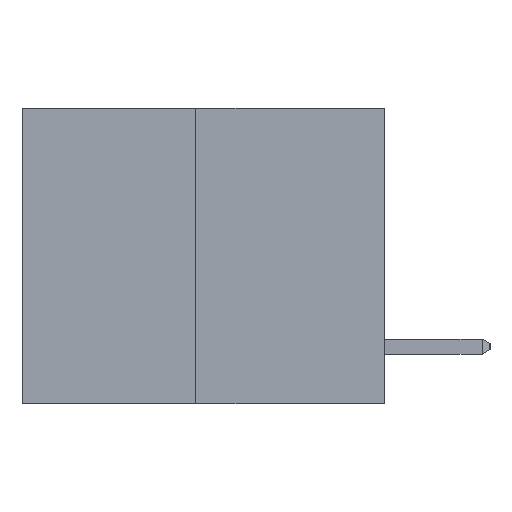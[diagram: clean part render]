
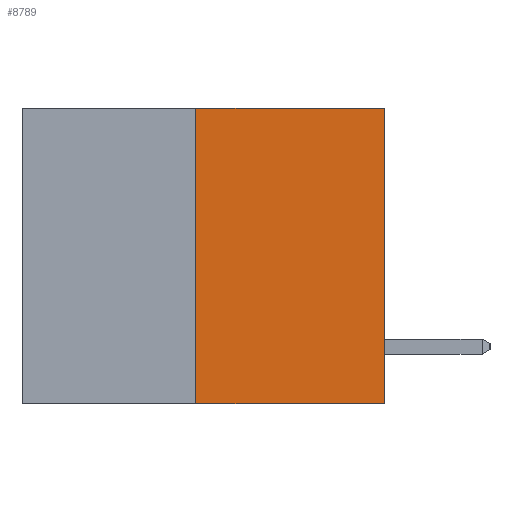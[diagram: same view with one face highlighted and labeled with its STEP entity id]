
A CAD part, left-side view. The second image highlights one B-rep face of the part: STEP entity #8789.
In plain terms, the highlighted planar face has unit normal (-1, 0, 0).
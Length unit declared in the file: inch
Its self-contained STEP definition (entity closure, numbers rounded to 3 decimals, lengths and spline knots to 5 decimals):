
#167 = CARTESIAN_POINT ( 'NONE',  ( 0., 0., 0. ) ) ;
#1184 = VERTEX_POINT ( 'NONE', #26509 ) ;
#1254 = CARTESIAN_POINT ( 'NONE',  ( 0., 0., -0.49 ) ) ;
#1584 = VECTOR ( 'NONE', #26438, 39.37008 ) ;
#2576 = AXIS2_PLACEMENT_3D ( 'NONE', #23525, #14461, #9974 ) ;
#3062 = VERTEX_POINT ( 'NONE', #1254 ) ;
#3268 = CARTESIAN_POINT ( 'NONE',  ( 0., 0.6, 0. ) ) ;
#4121 = FACE_OUTER_BOUND ( 'NONE', #12226, .T. ) ;
#4678 = LINE ( 'NONE', #25153, #12669 ) ;
#6407 = CARTESIAN_POINT ( 'NONE',  ( 0., 0., 0. ) ) ;
#8026 = PLANE ( 'NONE',  #2576 ) ;
#8789 = ADVANCED_FACE ( 'NONE', ( #4121 ), #8026, .F. ) ;
#9333 = EDGE_CURVE ( 'NONE', #13851, #15693, #23889, .T. ) ;
#9974 = DIRECTION ( 'NONE',  ( 0., 0., -1. ) ) ;
#10870 = LINE ( 'NONE', #18612, #13608 ) ;
#12226 = EDGE_LOOP ( 'NONE', ( #17248, #15517, #15928, #19898 ) ) ;
#12356 = DIRECTION ( 'NONE',  ( 0., -1., 0. ) ) ;
#12669 = VECTOR ( 'NONE', #16558, 39.37008 ) ;
#13608 = VECTOR ( 'NONE', #23416, 39.37008 ) ;
#13851 = VERTEX_POINT ( 'NONE', #24466 ) ;
#14118 = VECTOR ( 'NONE', #12356, 39.37008 ) ;
#14461 = DIRECTION ( 'NONE',  ( 1., 0., 0. ) ) ;
#15517 = ORIENTED_EDGE ( 'NONE', *, *, #15950, .T. ) ;
#15527 = EDGE_CURVE ( 'NONE', #3062, #15693, #25958, .T. ) ;
#15693 = VERTEX_POINT ( 'NONE', #167 ) ;
#15928 = ORIENTED_EDGE ( 'NONE', *, *, #15527, .T. ) ;
#15950 = EDGE_CURVE ( 'NONE', #1184, #3062, #4678, .T. ) ;
#16558 = DIRECTION ( 'NONE',  ( 0., -1., 0. ) ) ;
#17248 = ORIENTED_EDGE ( 'NONE', *, *, #25792, .F. ) ;
#18612 = CARTESIAN_POINT ( 'NONE',  ( 0., 0.312, -0.49 ) ) ;
#19898 = ORIENTED_EDGE ( 'NONE', *, *, #9333, .F. ) ;
#23416 = DIRECTION ( 'NONE',  ( 0., 0., 1. ) ) ;
#23525 = CARTESIAN_POINT ( 'NONE',  ( 0., 0.6, 0. ) ) ;
#23889 = LINE ( 'NONE', #3268, #14118 ) ;
#24466 = CARTESIAN_POINT ( 'NONE',  ( 0., 0.312, 0. ) ) ;
#25153 = CARTESIAN_POINT ( 'NONE',  ( 0., 0.6, -0.49 ) ) ;
#25792 = EDGE_CURVE ( 'NONE', #1184, #13851, #10870, .T. ) ;
#25958 = LINE ( 'NONE', #6407, #1584 ) ;
#26438 = DIRECTION ( 'NONE',  ( 0., 0., 1. ) ) ;
#26509 = CARTESIAN_POINT ( 'NONE',  ( 0., 0.312, -0.49 ) ) ;
